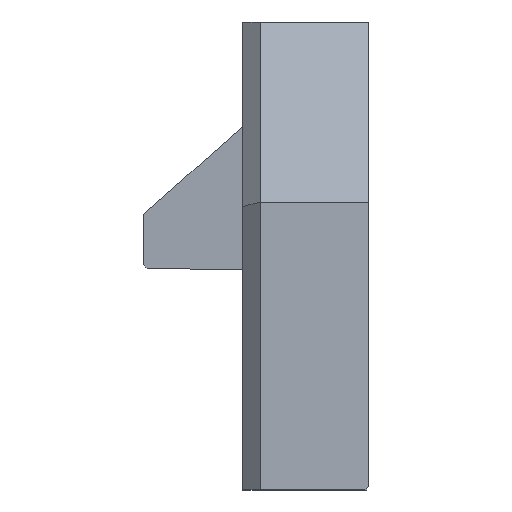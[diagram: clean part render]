
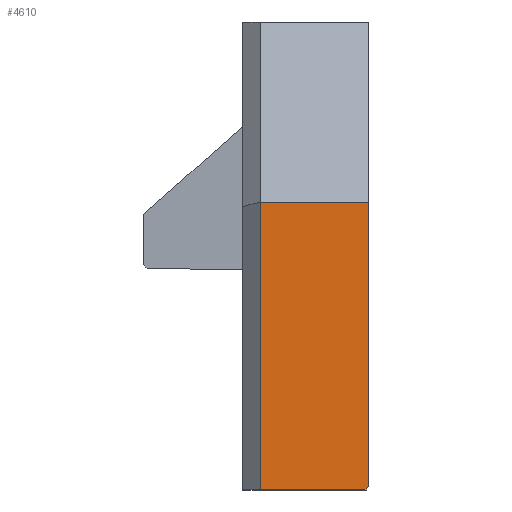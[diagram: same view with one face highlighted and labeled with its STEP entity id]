
A CAD part, left-side view. The second image highlights one B-rep face of the part: STEP entity #4610.
In plain terms, the highlighted planar face has unit normal (-1, -0.018, 0).
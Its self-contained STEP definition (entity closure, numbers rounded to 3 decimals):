
#31 = EDGE_CURVE ( 'NONE', #582, #2333, #1095, .T. ) ;
#51 = PLANE ( 'NONE',  #1631 ) ;
#63 = EDGE_LOOP ( 'NONE', ( #1628, #1657, #2434, #2305, #1750 ) ) ;
#73 = VECTOR ( 'NONE', #3051, 1000. ) ;
#99 = DIRECTION ( 'NONE',  ( -1., -0.017, 0. ) ) ;
#202 = LINE ( 'NONE', #1794, #4337 ) ;
#260 = CARTESIAN_POINT ( 'NONE',  ( -12.878, 0., 0. ) ) ;
#332 = DIRECTION ( 'NONE',  ( 0.012, -0.707, 0.707 ) ) ;
#430 = CARTESIAN_POINT ( 'NONE',  ( -12.878, 0., 0.2 ) ) ;
#467 = CARTESIAN_POINT ( 'NONE',  ( -13., 7., 0. ) ) ;
#546 = VERTEX_POINT ( 'NONE', #3352 ) ;
#582 = VERTEX_POINT ( 'NONE', #1829 ) ;
#657 = DIRECTION ( 'NONE',  ( 0., 0., -1. ) ) ;
#726 = CARTESIAN_POINT ( 'NONE',  ( -12.881, 0.201, -0.001 ) ) ;
#758 = VERTEX_POINT ( 'NONE', #1607 ) ;
#1095 = LINE ( 'NONE', #726, #3522 ) ;
#1260 = VECTOR ( 'NONE', #2738, 1000. ) ;
#1500 = CARTESIAN_POINT ( 'NONE',  ( -12.983, 6., 0. ) ) ;
#1607 = CARTESIAN_POINT ( 'NONE',  ( -12.983, 6., 15.996 ) ) ;
#1628 = ORIENTED_EDGE ( 'NONE', *, *, #2785, .T. ) ;
#1631 = AXIS2_PLACEMENT_3D ( 'NONE', #467, #99, #3309 ) ;
#1643 = EDGE_CURVE ( 'NONE', #2333, #546, #3833, .T. ) ;
#1657 = ORIENTED_EDGE ( 'NONE', *, *, #31, .T. ) ;
#1750 = ORIENTED_EDGE ( 'NONE', *, *, #4087, .T. ) ;
#1794 = CARTESIAN_POINT ( 'NONE',  ( -13., 7., 0. ) ) ;
#1829 = CARTESIAN_POINT ( 'NONE',  ( -12.881, 0.2, 0. ) ) ;
#1915 = VERTEX_POINT ( 'NONE', #5001 ) ;
#2221 = LINE ( 'NONE', #1500, #2366 ) ;
#2305 = ORIENTED_EDGE ( 'NONE', *, *, #2872, .F. ) ;
#2333 = VERTEX_POINT ( 'NONE', #430 ) ;
#2366 = VECTOR ( 'NONE', #657, 1000. ) ;
#2390 = LINE ( 'NONE', #5086, #1260 ) ;
#2434 = ORIENTED_EDGE ( 'NONE', *, *, #1643, .T. ) ;
#2738 = DIRECTION ( 'NONE',  ( 0.017, -1., -0.004 ) ) ;
#2785 = EDGE_CURVE ( 'NONE', #1915, #582, #202, .T. ) ;
#2872 = EDGE_CURVE ( 'NONE', #758, #546, #2390, .T. ) ;
#2994 = DIRECTION ( 'NONE',  ( 0.017, -1., 0. ) ) ;
#3051 = DIRECTION ( 'NONE',  ( 0., 0., 1. ) ) ;
#3309 = DIRECTION ( 'NONE',  ( 0.017, -1., 0. ) ) ;
#3352 = CARTESIAN_POINT ( 'NONE',  ( -12.878, 0., 15.969 ) ) ;
#3522 = VECTOR ( 'NONE', #332, 1000. ) ;
#3694 = FACE_OUTER_BOUND ( 'NONE', #63, .T. ) ;
#3833 = LINE ( 'NONE', #260, #73 ) ;
#4087 = EDGE_CURVE ( 'NONE', #758, #1915, #2221, .T. ) ;
#4337 = VECTOR ( 'NONE', #2994, 1000. ) ;
#4610 = ADVANCED_FACE ( 'NONE', ( #3694 ), #51, .T. ) ;
#5001 = CARTESIAN_POINT ( 'NONE',  ( -12.983, 6., 0. ) ) ;
#5086 = CARTESIAN_POINT ( 'NONE',  ( -13., 7., 16. ) ) ;
